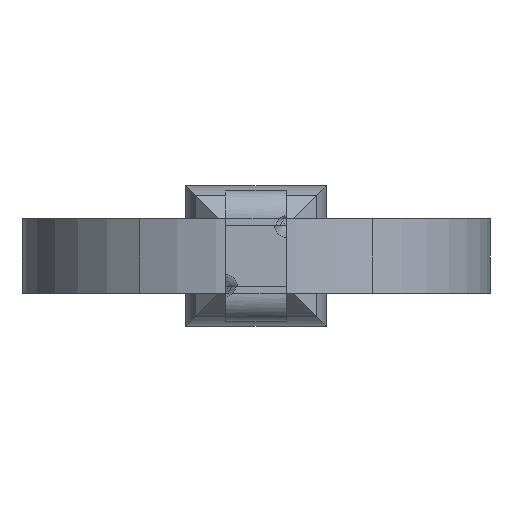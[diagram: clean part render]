
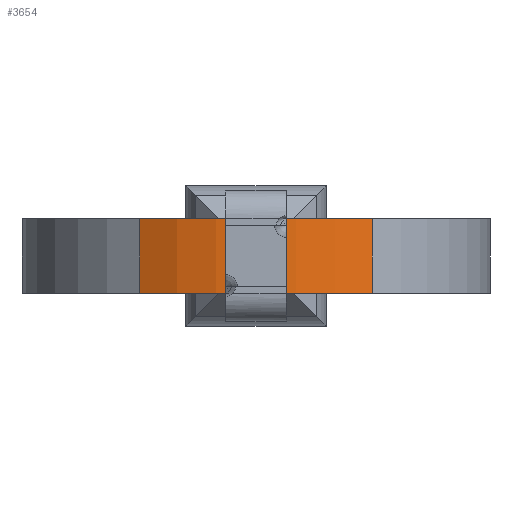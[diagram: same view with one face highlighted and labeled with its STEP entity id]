
A CAD part, front view. The second image highlights one B-rep face of the part: STEP entity #3654.
In plain terms, the highlighted cylindrical face has radius 50 mm (diameter 100 mm), a partial arc.
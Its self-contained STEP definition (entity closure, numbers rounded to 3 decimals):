
#952 = EDGE_CURVE ( 'NONE', #7775, #9617, #14685, .T. ) ;
#2073 = VECTOR ( 'NONE', #9724, 1000. ) ;
#2102 = ORIENTED_EDGE ( 'NONE', *, *, #9104, .F. ) ;
#2183 = DIRECTION ( 'NONE',  ( 0.496, -0.868, 0. ) ) ;
#3056 = CARTESIAN_POINT ( 'NONE',  ( -24.821, -183.404, -8. ) ) ;
#3654 = ADVANCED_FACE ( 'NONE', ( #17677 ), #4175, .T. ) ;
#3943 = DIRECTION ( 'NONE',  ( 0., 0., -1. ) ) ;
#4175 = CYLINDRICAL_SURFACE ( 'NONE', #5408, 50. ) ;
#4838 = CIRCLE ( 'NONE', #6523, 50. ) ;
#5121 = CARTESIAN_POINT ( 'NONE',  ( 0., -140., 8. ) ) ;
#5408 = AXIS2_PLACEMENT_3D ( 'NONE', #5419, #3943, #13841 ) ;
#5419 = CARTESIAN_POINT ( 'NONE',  ( 0., -140., 0. ) ) ;
#6300 = DIRECTION ( 'NONE',  ( 0., 0., -1. ) ) ;
#6523 = AXIS2_PLACEMENT_3D ( 'NONE', #16407, #6300, #2183 ) ;
#6755 = CARTESIAN_POINT ( 'NONE',  ( 24.821, -183.404, -8. ) ) ;
#7775 = VERTEX_POINT ( 'NONE', #10503 ) ;
#7900 = EDGE_CURVE ( 'NONE', #7775, #16850, #17710, .T. ) ;
#7995 = CARTESIAN_POINT ( 'NONE',  ( 24.821, -183.404, -8. ) ) ;
#8953 = VERTEX_POINT ( 'NONE', #3056 ) ;
#9104 = EDGE_CURVE ( 'NONE', #9617, #8953, #4838, .T. ) ;
#9617 = VERTEX_POINT ( 'NONE', #7995 ) ;
#9724 = DIRECTION ( 'NONE',  ( 0., 0., -1. ) ) ;
#10098 = CARTESIAN_POINT ( 'NONE',  ( -24.821, -183.404, -8. ) ) ;
#10503 = CARTESIAN_POINT ( 'NONE',  ( 24.821, -183.404, 8. ) ) ;
#11359 = DIRECTION ( 'NONE',  ( 0., 0., -1. ) ) ;
#11849 = EDGE_LOOP ( 'NONE', ( #13363, #2102, #14909, #13748 ) ) ;
#13341 = VECTOR ( 'NONE', #11359, 1000. ) ;
#13363 = ORIENTED_EDGE ( 'NONE', *, *, #17370, .T. ) ;
#13623 = AXIS2_PLACEMENT_3D ( 'NONE', #5121, #15045, #15166 ) ;
#13748 = ORIENTED_EDGE ( 'NONE', *, *, #7900, .T. ) ;
#13841 = DIRECTION ( 'NONE',  ( -1., 0., 0. ) ) ;
#13998 = LINE ( 'NONE', #10098, #13341 ) ;
#14685 = LINE ( 'NONE', #6755, #2073 ) ;
#14909 = ORIENTED_EDGE ( 'NONE', *, *, #952, .F. ) ;
#15045 = DIRECTION ( 'NONE',  ( 0., 0., -1. ) ) ;
#15166 = DIRECTION ( 'NONE',  ( 0.496, -0.868, 0. ) ) ;
#16407 = CARTESIAN_POINT ( 'NONE',  ( 0., -140., -8. ) ) ;
#16850 = VERTEX_POINT ( 'NONE', #17254 ) ;
#17254 = CARTESIAN_POINT ( 'NONE',  ( -24.821, -183.404, 8. ) ) ;
#17370 = EDGE_CURVE ( 'NONE', #16850, #8953, #13998, .T. ) ;
#17677 = FACE_OUTER_BOUND ( 'NONE', #11849, .T. ) ;
#17710 = CIRCLE ( 'NONE', #13623, 50. ) ;
